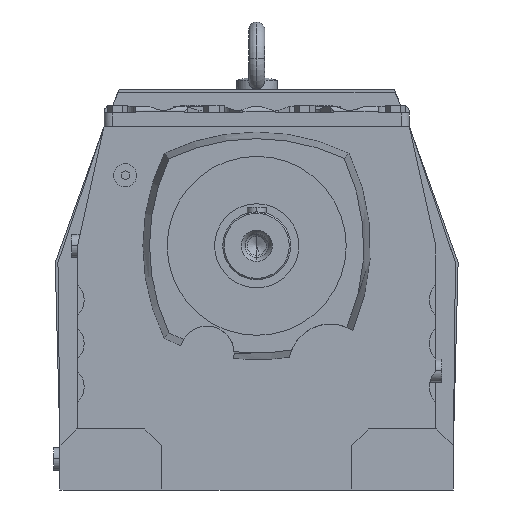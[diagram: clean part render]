
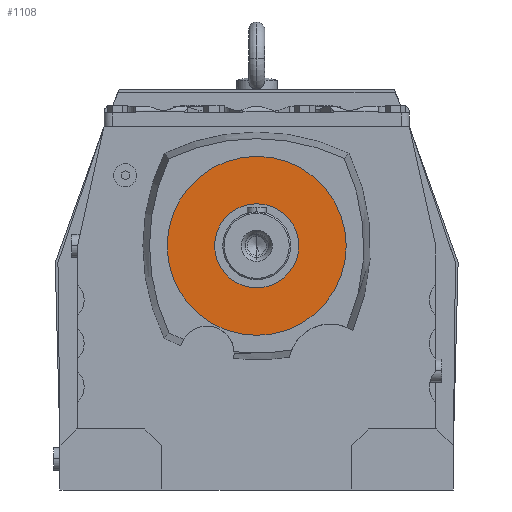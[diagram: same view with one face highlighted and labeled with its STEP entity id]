
A CAD part, left-side view. The second image highlights one B-rep face of the part: STEP entity #1108.
In plain terms, the highlighted planar face has unit normal (-1, 0, 0).
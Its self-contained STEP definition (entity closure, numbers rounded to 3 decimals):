
#1108=ADVANCED_FACE('',(#2301,#2302),#2303,.T.);
#2301=FACE_OUTER_BOUND('',#3553,.T.);
#2302=FACE_BOUND('',#3554,.T.);
#2303=PLANE('',#3555);
#3553=EDGE_LOOP('',(#6878,#6879));
#3554=EDGE_LOOP('',(#6880,#6881));
#3555=AXIS2_PLACEMENT_3D('',#6882,#6883,#6884);
#6878=ORIENTED_EDGE('',*,*,#8649,.T.);
#6879=ORIENTED_EDGE('',*,*,#7439,.T.);
#6880=ORIENTED_EDGE('',*,*,#7436,.T.);
#6881=ORIENTED_EDGE('',*,*,#8650,.T.);
#6882=CARTESIAN_POINT('',(4.0,0.0,0.0));
#6883=DIRECTION('',(-1.0,0.0,0.0));
#6884=DIRECTION('',(0.0,-1.0,0.0));
#7436=EDGE_CURVE('',#8885,#8889,#8891,.T.);
#7439=EDGE_CURVE('',#8896,#8893,#8897,.T.);
#8649=EDGE_CURVE('',#8893,#8896,#10665,.T.);
#8650=EDGE_CURVE('',#8889,#8885,#10666,.T.);
#8885=VERTEX_POINT('',#11063);
#8889=VERTEX_POINT('',#11068);
#8891=CIRCLE('',#11071,31.0);
#8893=VERTEX_POINT('',#11073);
#8896=VERTEX_POINT('',#11077);
#8897=CIRCLE('',#11078,66.0);
#10665=CIRCLE('',#14701,66.0);
#10666=CIRCLE('',#14702,31.0);
#11063=CARTESIAN_POINT('',(4.0,31.0,0.0));
#11068=CARTESIAN_POINT('',(4.0,-31.0,0.));
#11071=AXIS2_PLACEMENT_3D('',#15122,#15123,#15124);
#11073=CARTESIAN_POINT('',(4.0,66.0,0.0));
#11077=CARTESIAN_POINT('',(4.0,-66.0,0.));
#11078=AXIS2_PLACEMENT_3D('',#15126,#15127,#15128);
#14701=AXIS2_PLACEMENT_3D('',#16343,#16344,#16345);
#14702=AXIS2_PLACEMENT_3D('',#16346,#16347,#16348);
#15122=CARTESIAN_POINT('',(4.0,0.0,0.0));
#15123=DIRECTION('',(1.0,0.0,0.0));
#15124=DIRECTION('',(0.0,1.0,0.0));
#15126=CARTESIAN_POINT('',(4.0,0.0,0.0));
#15127=DIRECTION('',(-1.0,0.0,0.0));
#15128=DIRECTION('',(0.0,1.0,0.0));
#16343=CARTESIAN_POINT('',(4.0,0.0,0.0));
#16344=DIRECTION('',(-1.0,0.0,0.0));
#16345=DIRECTION('',(0.0,1.0,0.0));
#16346=CARTESIAN_POINT('',(4.0,0.0,0.0));
#16347=DIRECTION('',(1.0,0.0,0.0));
#16348=DIRECTION('',(0.0,1.0,0.0));
